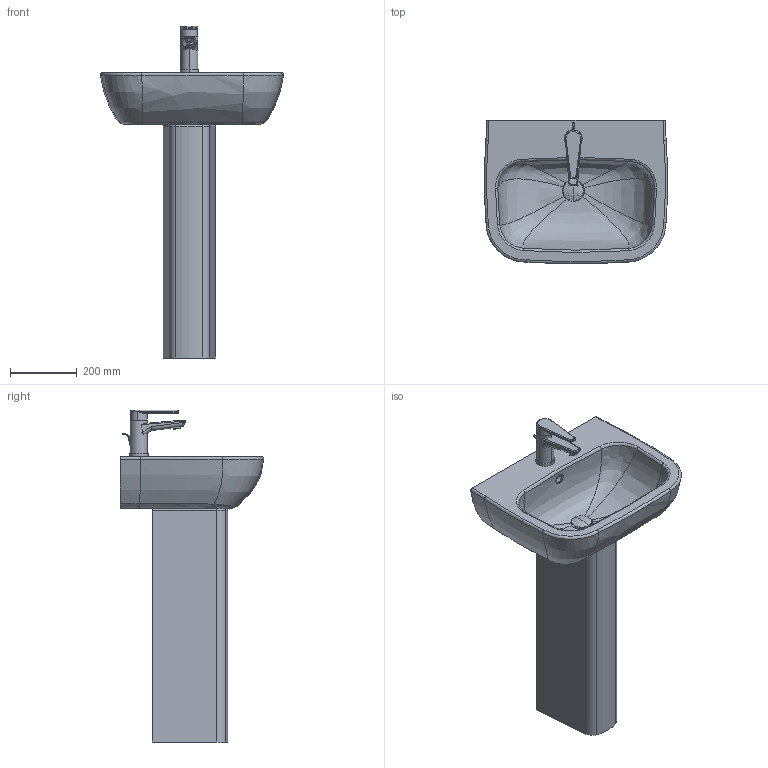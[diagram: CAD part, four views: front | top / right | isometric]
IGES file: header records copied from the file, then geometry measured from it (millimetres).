
Global section: file name: No Iges File Name specified; native system: AutoDesk Inventor R11.0; preprocessor: AutoDesk Inventor Iges Exporter R11.0; author: No Author specified; organization: No Organization specified; date: 20071024.202047; units: millimetre
Bounding box: 548.89 x 429.45 x 995 mm (x, y, z)
Volume: 19647934.4 mm3; surface area: 1749326.1 mm2
Topology: 9 solids, 9 shells, 250 faces, 609 edges, 361 vertices
Faces by surface type: cylinder 64, plane 57, bspline 56, revolution 34, torus 25, sphere 8, cone 6
